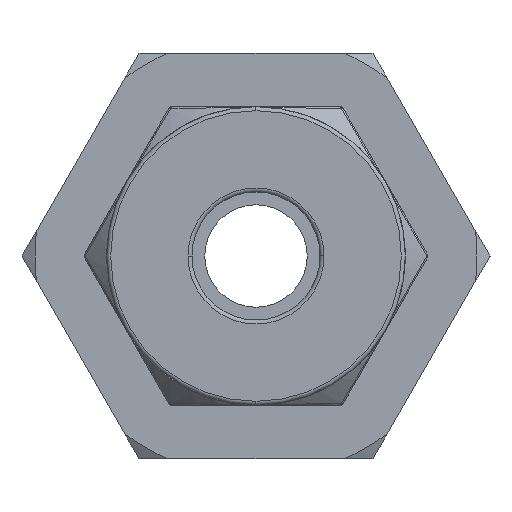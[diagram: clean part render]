
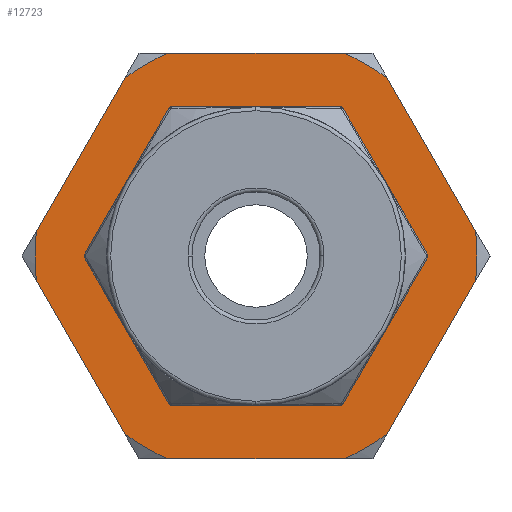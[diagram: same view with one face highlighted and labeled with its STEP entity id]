
A CAD part, left-side view. The second image highlights one B-rep face of the part: STEP entity #12723.
In plain terms, the highlighted face is planar.
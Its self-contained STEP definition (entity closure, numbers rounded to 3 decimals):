
#5059=CARTESIAN_POINT('',(0.,-10.298,-1.163));
#5115=CARTESIAN_POINT('',(0.,-10.298,1.163));
#5212=CARTESIAN_POINT('',(0.,10.298,1.163));
#5268=CARTESIAN_POINT('',(0.,10.298,-1.163));
#5290=CARTESIAN_POINT('',(0.,0.,0.));
#5291=DIRECTION('',(1.,0.,0.));
#5292=DIRECTION('',(0.,0.994,-0.112));
#5293=AXIS2_PLACEMENT_3D('',#5290,#5291,#5292);
#5298=CARTESIAN_POINT('',(0.,0.,0.));
#5299=DIRECTION('',(1.,0.,0.));
#5300=DIRECTION('',(0.,-0.994,0.112));
#5301=AXIS2_PLACEMENT_3D('',#5298,#5299,#5300);
#5306=DIRECTION('',(0.,1.,0.));
#5307=VECTOR('',#5306,6.351);
#5308=CARTESIAN_POINT('',(0.,-3.175,-5.5));
#5309=LINE('',#5308,#5307);
#5313=DIRECTION('',(0.,0.5,0.866));
#5314=VECTOR('',#5313,6.351);
#5315=CARTESIAN_POINT('',(0.,3.175,-5.5));
#5316=LINE('',#5315,#5314);
#5320=DIRECTION('',(0.,-0.5,0.866));
#5321=VECTOR('',#5320,6.351);
#5322=CARTESIAN_POINT('',(0.,6.351,0.));
#5323=LINE('',#5322,#5321);
#5327=DIRECTION('',(0.,-1.,0.));
#5328=VECTOR('',#5327,6.351);
#5329=CARTESIAN_POINT('',(0.,3.175,5.5));
#5330=LINE('',#5329,#5328);
#5334=DIRECTION('',(0.,-0.5,-0.866));
#5335=VECTOR('',#5334,6.351);
#5336=CARTESIAN_POINT('',(0.,-3.175,5.5));
#5337=LINE('',#5336,#5335);
#5341=DIRECTION('',(0.,0.5,-0.866));
#5342=VECTOR('',#5341,6.351);
#5343=CARTESIAN_POINT('',(0.,-6.351,0.));
#5344=LINE('',#5343,#5342);
#5348=DIRECTION('',(0.,0.5,0.866));
#5349=VECTOR('',#5348,8.283);
#5350=CARTESIAN_POINT('',(0.,6.157,-8.337));
#5351=LINE('',#5350,#5349);
#5355=CARTESIAN_POINT('',(0.,0.,0.));
#5356=DIRECTION('',(1.,0.,0.));
#5357=DIRECTION('',(0.,0.4,-0.917));
#5358=AXIS2_PLACEMENT_3D('',#5355,#5356,#5357);
#5363=DIRECTION('',(0.,1.,0.));
#5364=VECTOR('',#5363,8.283);
#5365=CARTESIAN_POINT('',(0.,-4.141,-9.5));
#5366=LINE('',#5365,#5364);
#5370=CARTESIAN_POINT('',(0.,0.,0.));
#5371=DIRECTION('',(1.,0.,0.));
#5372=DIRECTION('',(0.,-0.594,-0.804));
#5373=AXIS2_PLACEMENT_3D('',#5370,#5371,#5372);
#5378=DIRECTION('',(0.,0.5,-0.866));
#5379=VECTOR('',#5378,8.283);
#5380=CARTESIAN_POINT('',(0.,-10.298,-1.163));
#5381=LINE('',#5380,#5379);
#5385=DIRECTION('',(0.,-0.5,-0.866));
#5386=VECTOR('',#5385,8.283);
#5387=CARTESIAN_POINT('',(0.,-6.157,8.337));
#5388=LINE('',#5387,#5386);
#5392=CARTESIAN_POINT('',(0.,0.,0.));
#5393=DIRECTION('',(1.,0.,0.));
#5394=DIRECTION('',(0.,-0.4,0.917));
#5395=AXIS2_PLACEMENT_3D('',#5392,#5393,#5394);
#5400=DIRECTION('',(0.,-1.,0.));
#5401=VECTOR('',#5400,8.283);
#5402=CARTESIAN_POINT('',(0.,4.141,9.5));
#5403=LINE('',#5402,#5401);
#5407=CARTESIAN_POINT('',(0.,0.,0.));
#5408=DIRECTION('',(1.,0.,0.));
#5409=DIRECTION('',(0.,0.594,0.804));
#5410=AXIS2_PLACEMENT_3D('',#5407,#5408,#5409);
#5415=DIRECTION('',(0.,-0.5,0.866));
#5416=VECTOR('',#5415,8.283);
#5417=CARTESIAN_POINT('',(0.,10.298,1.163));
#5418=LINE('',#5417,#5416);
#9613=CARTESIAN_POINT('',(0.,-6.351,0.));
#9614=VERTEX_POINT('',#9613);
#9615=CARTESIAN_POINT('',(0.,-3.175,-5.5));
#9616=VERTEX_POINT('',#9615);
#9617=CARTESIAN_POINT('',(0.,-3.175,5.5));
#9618=VERTEX_POINT('',#9617);
#9619=CARTESIAN_POINT('',(0.,6.351,0.));
#9620=VERTEX_POINT('',#9619);
#9695=CARTESIAN_POINT('',(0.,3.175,-5.5));
#9696=VERTEX_POINT('',#9695);
#9697=CARTESIAN_POINT('',(0.,3.175,5.5));
#9698=VERTEX_POINT('',#9697);
#9734=CARTESIAN_POINT('',(0.,6.157,8.337));
#9735=CARTESIAN_POINT('',(0.,4.141,9.5));
#9736=VERTEX_POINT('',#9734);
#9737=VERTEX_POINT('',#9735);
#9738=CARTESIAN_POINT('',(0.,-4.141,9.5));
#9739=CARTESIAN_POINT('',(0.,-6.157,8.337));
#9740=VERTEX_POINT('',#9738);
#9741=VERTEX_POINT('',#9739);
#9742=CARTESIAN_POINT('',(0.,-6.157,-8.337));
#9743=CARTESIAN_POINT('',(0.,-4.141,-9.5));
#9744=VERTEX_POINT('',#9742);
#9745=VERTEX_POINT('',#9743);
#9746=CARTESIAN_POINT('',(0.,4.141,-9.5));
#9747=CARTESIAN_POINT('',(0.,6.157,-8.337));
#9748=VERTEX_POINT('',#9746);
#9749=VERTEX_POINT('',#9747);
#9772=VERTEX_POINT('',#5115);
#9776=VERTEX_POINT('',#5059);
#9782=VERTEX_POINT('',#5268);
#9785=VERTEX_POINT('',#5212);
#12690=CARTESIAN_POINT('',(0.,0.,0.));
#12691=DIRECTION('',(-1.,0.,0.));
#12692=DIRECTION('',(0.,0.,1.));
#12693=AXIS2_PLACEMENT_3D('',#12690,#12691,#12692);
#12694=PLANE('',#12693);
#12695=ORIENTED_EDGE('',*,*,#12649,.F.);
#12696=ORIENTED_EDGE('',*,*,#12608,.F.);
#12697=ORIENTED_EDGE('',*,*,#12623,.F.);
#12698=ORIENTED_EDGE('',*,*,#12508,.F.);
#12699=ORIENTED_EDGE('',*,*,#12635,.F.);
#12700=ORIENTED_EDGE('',*,*,#12529,.F.);
#12701=ORIENTED_EDGE('',*,*,#12683,.F.);
#12702=ORIENTED_EDGE('',*,*,#12549,.F.);
#12703=ORIENTED_EDGE('',*,*,#12671,.F.);
#12704=ORIENTED_EDGE('',*,*,#12569,.F.);
#12705=ORIENTED_EDGE('',*,*,#12659,.F.);
#12706=ORIENTED_EDGE('',*,*,#12589,.F.);
#12707=EDGE_LOOP('',(#12695,#12696,#12697,#12698,#12699,#12700,#12701,#12702,
#12703,#12704,#12705,#12706));
#12708=FACE_OUTER_BOUND('',#12707,.F.);
#12710=ORIENTED_EDGE('',*,*,#12709,.T.);
#12712=ORIENTED_EDGE('',*,*,#12711,.T.);
#12714=ORIENTED_EDGE('',*,*,#12713,.T.);
#12716=ORIENTED_EDGE('',*,*,#12715,.T.);
#12718=ORIENTED_EDGE('',*,*,#12717,.T.);
#12720=ORIENTED_EDGE('',*,*,#12719,.T.);
#12721=EDGE_LOOP('',(#12710,#12712,#12714,#12716,#12718,#12720));
#12722=FACE_BOUND('',#12721,.F.);
#5294=CIRCLE('',#5293,10.363);
#5302=CIRCLE('',#5301,10.363);
#5359=CIRCLE('',#5358,10.363);
#5374=CIRCLE('',#5373,10.363);
#5396=CIRCLE('',#5395,10.363);
#5411=CIRCLE('',#5410,10.363);
#12508=EDGE_CURVE('',#9745,#9748,#5366,.T.);
#12529=EDGE_CURVE('',#9776,#9744,#5381,.T.);
#12549=EDGE_CURVE('',#9741,#9772,#5388,.T.);
#12569=EDGE_CURVE('',#9737,#9740,#5403,.T.);
#12589=EDGE_CURVE('',#9785,#9736,#5418,.T.);
#12608=EDGE_CURVE('',#9749,#9782,#5351,.T.);
#12623=EDGE_CURVE('',#9748,#9749,#5359,.T.);
#12635=EDGE_CURVE('',#9744,#9745,#5374,.T.);
#12649=EDGE_CURVE('',#9782,#9785,#5294,.T.);
#12659=EDGE_CURVE('',#9736,#9737,#5411,.T.);
#12671=EDGE_CURVE('',#9740,#9741,#5396,.T.);
#12683=EDGE_CURVE('',#9772,#9776,#5302,.T.);
#12709=EDGE_CURVE('',#9616,#9696,#5309,.T.);
#12711=EDGE_CURVE('',#9696,#9620,#5316,.T.);
#12713=EDGE_CURVE('',#9620,#9698,#5323,.T.);
#12715=EDGE_CURVE('',#9698,#9618,#5330,.T.);
#12717=EDGE_CURVE('',#9618,#9614,#5337,.T.);
#12719=EDGE_CURVE('',#9614,#9616,#5344,.T.);
#12723=ADVANCED_FACE('',(#12708,#12722),#12694,.F.);
